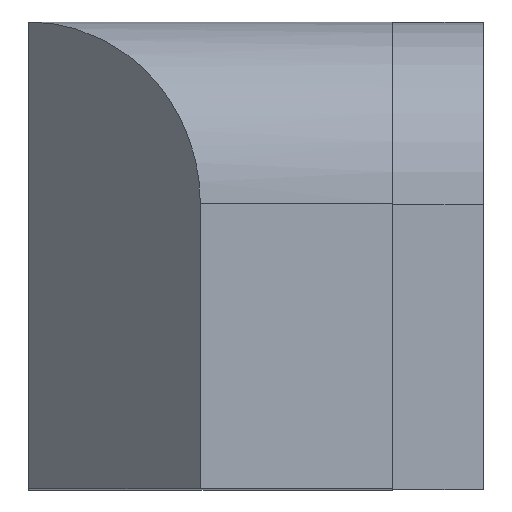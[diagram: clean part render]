
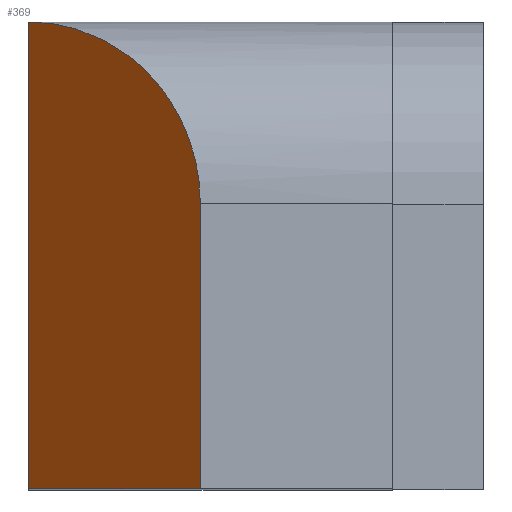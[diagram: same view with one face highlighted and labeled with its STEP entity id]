
A CAD part, top view. The second image highlights one B-rep face of the part: STEP entity #369.
In plain terms, the highlighted planar face has unit normal (-0.727, 0, 0.686).
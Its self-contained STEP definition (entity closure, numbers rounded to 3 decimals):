
#10=DIRECTION('',(0.,-1.,0.));
#11=VECTOR('',#10,7.7);
#12=CARTESIAN_POINT('',(0.,3.85,5.));
#13=LINE('',#12,#11);
#32=DIRECTION('',(-0.686,0.,-0.727));
#33=VECTOR('',#32,4.125);
#34=CARTESIAN_POINT('',(2.832,-3.85,8.));
#35=LINE('',#34,#33);
#48=CARTESIAN_POINT('',(2.832,0.85,8.));
#49=CARTESIAN_POINT('',(2.832,1.147,8.));
#50=CARTESIAN_POINT('',(2.757,1.632,7.921));
#51=CARTESIAN_POINT('',(2.472,2.404,7.619));
#52=CARTESIAN_POINT('',(1.941,3.115,7.056));
#53=CARTESIAN_POINT('',(1.105,3.679,6.171));
#54=CARTESIAN_POINT('',(0.408,3.85,5.432));
#55=CARTESIAN_POINT('',(0.,3.85,5.));
#211=DIRECTION('',(0.,-1.,0.));
#212=VECTOR('',#211,4.7);
#213=CARTESIAN_POINT('',(2.832,0.85,8.));
#214=LINE('',#213,#212);
#261=CARTESIAN_POINT('',(0.,3.85,5.));
#262=CARTESIAN_POINT('',(0.,-3.85,5.));
#263=VERTEX_POINT('',#261);
#264=VERTEX_POINT('',#262);
#267=CARTESIAN_POINT('',(2.832,0.85,8.));
#268=CARTESIAN_POINT('',(2.832,-3.85,8.));
#269=VERTEX_POINT('',#267);
#270=VERTEX_POINT('',#268);
#356=CARTESIAN_POINT('',(2.832,3.85,8.));
#357=DIRECTION('',(0.727,0.,-0.686));
#358=DIRECTION('',(-0.686,0.,-0.727));
#359=AXIS2_PLACEMENT_3D('',#356,#357,#358);
#360=PLANE('',#359);
#361=ORIENTED_EDGE('',*,*,#292,.F.);
#363=ORIENTED_EDGE('',*,*,#362,.F.);
#365=ORIENTED_EDGE('',*,*,#364,.T.);
#366=ORIENTED_EDGE('',*,*,#337,.T.);
#367=EDGE_LOOP('',(#361,#363,#365,#366));
#368=FACE_OUTER_BOUND('',#367,.F.);
#369=ADVANCED_FACE('',(#368),#360,.F.);
#56=B_SPLINE_CURVE_WITH_KNOTS('',3,(#48,#49,#50,#51,#52,#53,#54,#55),
.UNSPECIFIED.,.F.,.F.,(4,1,1,1,1,4),(0.,0.125,0.25,0.5,0.75,1.),
.UNSPECIFIED.);
#292=EDGE_CURVE('',#263,#264,#13,.T.);
#337=EDGE_CURVE('',#270,#264,#35,.T.);
#362=EDGE_CURVE('',#269,#263,#56,.T.);
#364=EDGE_CURVE('',#269,#270,#214,.T.);
